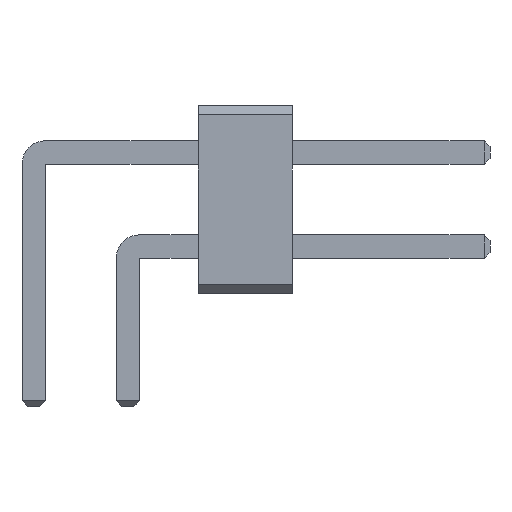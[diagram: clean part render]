
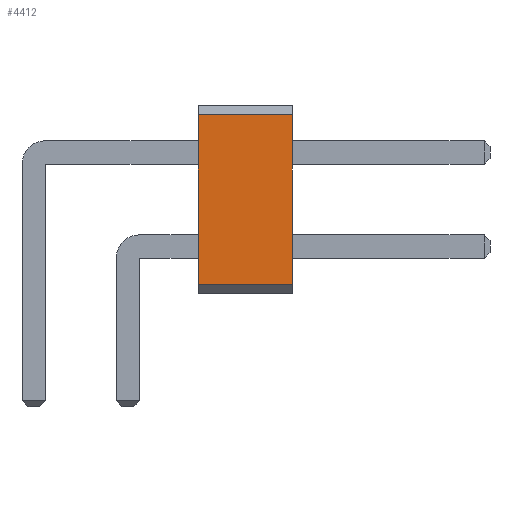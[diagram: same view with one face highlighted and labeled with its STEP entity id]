
A CAD part, front view. The second image highlights one B-rep face of the part: STEP entity #4412.
In plain terms, the highlighted planar face has unit normal (0, -1, 0).
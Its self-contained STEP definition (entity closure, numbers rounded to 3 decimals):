
#430 = VERTEX_POINT('',#431);
#431 = CARTESIAN_POINT('',(3.5,-25.,3.8));
#437 = EDGE_CURVE('',#438,#430,#440,.T.);
#438 = VERTEX_POINT('',#439);
#439 = CARTESIAN_POINT('',(3.5,-25.,0.2));
#440 = LINE('',#441,#442);
#441 = CARTESIAN_POINT('',(3.5,-25.,0.2));
#442 = VECTOR('',#443,1.);
#443 = DIRECTION('',(0.,0.,1.));
#1939 = VERTEX_POINT('',#1940);
#1940 = CARTESIAN_POINT('',(5.5,-25.,3.8));
#1946 = EDGE_CURVE('',#1947,#1939,#1949,.T.);
#1947 = VERTEX_POINT('',#1948);
#1948 = CARTESIAN_POINT('',(5.5,-25.,0.2));
#1949 = LINE('',#1950,#1951);
#1950 = CARTESIAN_POINT('',(5.5,-25.,0.2));
#1951 = VECTOR('',#1952,1.);
#1952 = DIRECTION('',(0.,0.,1.));
#4384 = EDGE_CURVE('',#438,#1947,#4385,.T.);
#4385 = LINE('',#4386,#4387);
#4386 = CARTESIAN_POINT('',(3.5,-25.,0.2));
#4387 = VECTOR('',#4388,1.);
#4388 = DIRECTION('',(1.,0.,0.));
#4412 = ADVANCED_FACE('',(#4413),#4424,.T.);
#4413 = FACE_BOUND('',#4414,.T.);
#4414 = EDGE_LOOP('',(#4415,#4416,#4417,#4423));
#4415 = ORIENTED_EDGE('',*,*,#4384,.T.);
#4416 = ORIENTED_EDGE('',*,*,#1946,.T.);
#4417 = ORIENTED_EDGE('',*,*,#4418,.F.);
#4418 = EDGE_CURVE('',#430,#1939,#4419,.T.);
#4419 = LINE('',#4420,#4421);
#4420 = CARTESIAN_POINT('',(3.5,-25.,3.8));
#4421 = VECTOR('',#4422,1.);
#4422 = DIRECTION('',(1.,0.,0.));
#4423 = ORIENTED_EDGE('',*,*,#437,.F.);
#4424 = PLANE('',#4425);
#4425 = AXIS2_PLACEMENT_3D('',#4426,#4427,#4428);
#4426 = CARTESIAN_POINT('',(3.5,-25.,0.2));
#4427 = DIRECTION('',(0.,-1.,0.));
#4428 = DIRECTION('',(0.,0.,1.));
